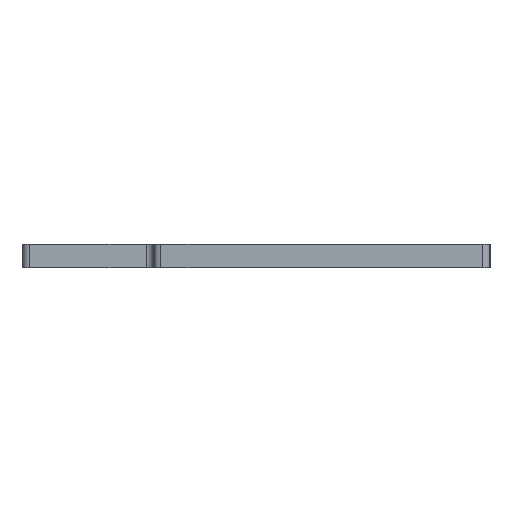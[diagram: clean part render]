
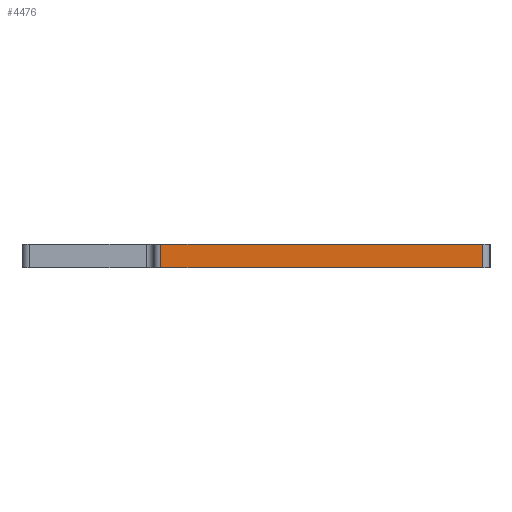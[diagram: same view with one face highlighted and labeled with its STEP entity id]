
A CAD part, left-side view. The second image highlights one B-rep face of the part: STEP entity #4476.
In plain terms, the highlighted planar face has unit normal (-1, 0, 0).
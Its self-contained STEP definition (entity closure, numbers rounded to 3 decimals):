
#84 = PLANE('',#85);
#85 = AXIS2_PLACEMENT_3D('',#86,#87,#88);
#86 = CARTESIAN_POINT('',(153.27,-91.564,1.6));
#87 = DIRECTION('',(0.,0.,1.));
#88 = DIRECTION('',(1.,0.,-0.));
#139 = PLANE('',#140);
#140 = AXIS2_PLACEMENT_3D('',#141,#142,#143);
#141 = CARTESIAN_POINT('',(153.27,-91.564,0.));
#142 = DIRECTION('',(0.,0.,1.));
#143 = DIRECTION('',(1.,0.,-0.));
#194 = CYLINDRICAL_SURFACE('',#195,0.508);
#195 = AXIS2_PLACEMENT_3D('',#196,#197,#198);
#196 = CARTESIAN_POINT('',(126.238,-105.156,0.));
#197 = DIRECTION('',(-0.,-0.,-1.));
#198 = DIRECTION('',(1.,0.,-0.));
#589 = VERTEX_POINT('',#590);
#590 = CARTESIAN_POINT('',(125.73,-82.804,0.));
#605 = CYLINDRICAL_SURFACE('',#606,0.508);
#606 = AXIS2_PLACEMENT_3D('',#607,#608,#609);
#607 = CARTESIAN_POINT('',(126.238,-82.804,0.));
#608 = DIRECTION('',(-0.,-0.,-1.));
#609 = DIRECTION('',(1.,0.,-0.));
#617 = EDGE_CURVE('',#618,#589,#620,.T.);
#618 = VERTEX_POINT('',#619);
#619 = CARTESIAN_POINT('',(125.73,-105.156,0.));
#620 = SURFACE_CURVE('',#621,(#625,#632),.PCURVE_S1.);
#621 = LINE('',#622,#623);
#622 = CARTESIAN_POINT('',(125.73,-105.156,0.));
#623 = VECTOR('',#624,1.);
#624 = DIRECTION('',(0.,1.,0.));
#625 = PCURVE('',#139,#626);
#626 = DEFINITIONAL_REPRESENTATION('',(#627),#631);
#627 = LINE('',#628,#629);
#628 = CARTESIAN_POINT('',(-27.54,-13.592));
#629 = VECTOR('',#630,1.);
#630 = DIRECTION('',(0.,1.));
#631 = ( GEOMETRIC_REPRESENTATION_CONTEXT(2) 
PARAMETRIC_REPRESENTATION_CONTEXT() REPRESENTATION_CONTEXT('2D SPACE',''
  ) );
#632 = PCURVE('',#633,#638);
#633 = PLANE('',#634);
#634 = AXIS2_PLACEMENT_3D('',#635,#636,#637);
#635 = CARTESIAN_POINT('',(125.73,-105.156,0.));
#636 = DIRECTION('',(-1.,0.,0.));
#637 = DIRECTION('',(0.,1.,0.));
#638 = DEFINITIONAL_REPRESENTATION('',(#639),#643);
#639 = LINE('',#640,#641);
#640 = CARTESIAN_POINT('',(0.,0.));
#641 = VECTOR('',#642,1.);
#642 = DIRECTION('',(1.,0.));
#643 = ( GEOMETRIC_REPRESENTATION_CONTEXT(2) 
PARAMETRIC_REPRESENTATION_CONTEXT() REPRESENTATION_CONTEXT('2D SPACE',''
  ) );
#2784 = VERTEX_POINT('',#2785);
#2785 = CARTESIAN_POINT('',(125.73,-82.804,1.6));
#2807 = EDGE_CURVE('',#2808,#2784,#2810,.T.);
#2808 = VERTEX_POINT('',#2809);
#2809 = CARTESIAN_POINT('',(125.73,-105.156,1.6));
#2810 = SURFACE_CURVE('',#2811,(#2815,#2822),.PCURVE_S1.);
#2811 = LINE('',#2812,#2813);
#2812 = CARTESIAN_POINT('',(125.73,-105.156,1.6));
#2813 = VECTOR('',#2814,1.);
#2814 = DIRECTION('',(0.,1.,0.));
#2815 = PCURVE('',#84,#2816);
#2816 = DEFINITIONAL_REPRESENTATION('',(#2817),#2821);
#2817 = LINE('',#2818,#2819);
#2818 = CARTESIAN_POINT('',(-27.54,-13.592));
#2819 = VECTOR('',#2820,1.);
#2820 = DIRECTION('',(0.,1.));
#2821 = ( GEOMETRIC_REPRESENTATION_CONTEXT(2) 
PARAMETRIC_REPRESENTATION_CONTEXT() REPRESENTATION_CONTEXT('2D SPACE',''
  ) );
#2822 = PCURVE('',#633,#2823);
#2823 = DEFINITIONAL_REPRESENTATION('',(#2824),#2828);
#2824 = LINE('',#2825,#2826);
#2825 = CARTESIAN_POINT('',(0.,-1.6));
#2826 = VECTOR('',#2827,1.);
#2827 = DIRECTION('',(1.,0.));
#2828 = ( GEOMETRIC_REPRESENTATION_CONTEXT(2) 
PARAMETRIC_REPRESENTATION_CONTEXT() REPRESENTATION_CONTEXT('2D SPACE',''
  ) );
#4426 = EDGE_CURVE('',#618,#2808,#4427,.T.);
#4427 = SURFACE_CURVE('',#4428,(#4432,#4439),.PCURVE_S1.);
#4428 = LINE('',#4429,#4430);
#4429 = CARTESIAN_POINT('',(125.73,-105.156,0.));
#4430 = VECTOR('',#4431,1.);
#4431 = DIRECTION('',(0.,0.,1.));
#4432 = PCURVE('',#194,#4433);
#4433 = DEFINITIONAL_REPRESENTATION('',(#4434),#4438);
#4434 = LINE('',#4435,#4436);
#4435 = CARTESIAN_POINT('',(-3.142,0.));
#4436 = VECTOR('',#4437,1.);
#4437 = DIRECTION('',(-0.,-1.));
#4438 = ( GEOMETRIC_REPRESENTATION_CONTEXT(2) 
PARAMETRIC_REPRESENTATION_CONTEXT() REPRESENTATION_CONTEXT('2D SPACE',''
  ) );
#4439 = PCURVE('',#633,#4440);
#4440 = DEFINITIONAL_REPRESENTATION('',(#4441),#4445);
#4441 = LINE('',#4442,#4443);
#4442 = CARTESIAN_POINT('',(0.,0.));
#4443 = VECTOR('',#4444,1.);
#4444 = DIRECTION('',(0.,-1.));
#4445 = ( GEOMETRIC_REPRESENTATION_CONTEXT(2) 
PARAMETRIC_REPRESENTATION_CONTEXT() REPRESENTATION_CONTEXT('2D SPACE',''
  ) );
#4476 = ADVANCED_FACE('',(#4477),#633,.T.);
#4477 = FACE_BOUND('',#4478,.T.);
#4478 = EDGE_LOOP('',(#4479,#4480,#4481,#4502));
#4479 = ORIENTED_EDGE('',*,*,#4426,.T.);
#4480 = ORIENTED_EDGE('',*,*,#2807,.T.);
#4481 = ORIENTED_EDGE('',*,*,#4482,.F.);
#4482 = EDGE_CURVE('',#589,#2784,#4483,.T.);
#4483 = SURFACE_CURVE('',#4484,(#4488,#4495),.PCURVE_S1.);
#4484 = LINE('',#4485,#4486);
#4485 = CARTESIAN_POINT('',(125.73,-82.804,0.));
#4486 = VECTOR('',#4487,1.);
#4487 = DIRECTION('',(0.,0.,1.));
#4488 = PCURVE('',#633,#4489);
#4489 = DEFINITIONAL_REPRESENTATION('',(#4490),#4494);
#4490 = LINE('',#4491,#4492);
#4491 = CARTESIAN_POINT('',(22.352,0.));
#4492 = VECTOR('',#4493,1.);
#4493 = DIRECTION('',(0.,-1.));
#4494 = ( GEOMETRIC_REPRESENTATION_CONTEXT(2) 
PARAMETRIC_REPRESENTATION_CONTEXT() REPRESENTATION_CONTEXT('2D SPACE',''
  ) );
#4495 = PCURVE('',#605,#4496);
#4496 = DEFINITIONAL_REPRESENTATION('',(#4497),#4501);
#4497 = LINE('',#4498,#4499);
#4498 = CARTESIAN_POINT('',(-3.142,0.));
#4499 = VECTOR('',#4500,1.);
#4500 = DIRECTION('',(-0.,-1.));
#4501 = ( GEOMETRIC_REPRESENTATION_CONTEXT(2) 
PARAMETRIC_REPRESENTATION_CONTEXT() REPRESENTATION_CONTEXT('2D SPACE',''
  ) );
#4502 = ORIENTED_EDGE('',*,*,#617,.F.);
